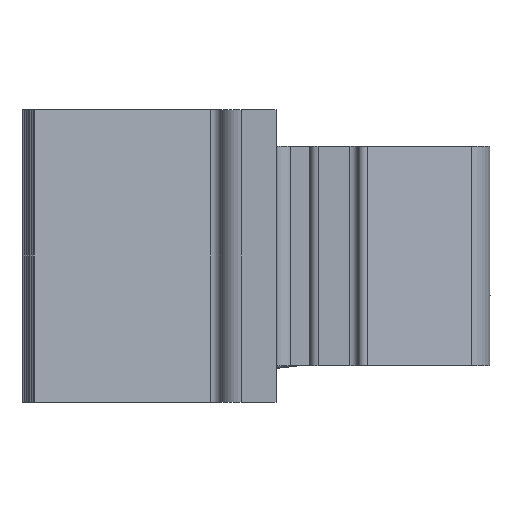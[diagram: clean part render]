
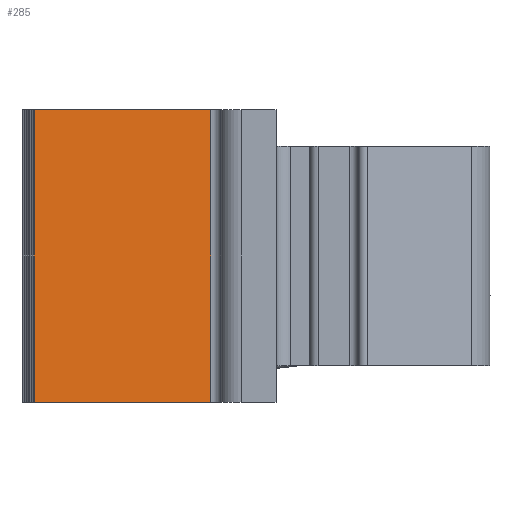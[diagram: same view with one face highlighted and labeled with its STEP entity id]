
A CAD part, left-side view. The second image highlights one B-rep face of the part: STEP entity #285.
In plain terms, the highlighted planar face has unit normal (-0.991, -0.133, 0).
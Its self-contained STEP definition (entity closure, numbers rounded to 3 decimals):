
#285 = ADVANCED_FACE ( 'NONE', ( #5774 ), #9970, .T. ) ;
#824 = DIRECTION ( 'NONE',  ( 0., 0., 1. ) ) ;
#1311 = ORIENTED_EDGE ( 'NONE', *, *, #16121, .T. ) ;
#2191 = DIRECTION ( 'NONE',  ( 0.133, -0.991, 0. ) ) ;
#3144 = DIRECTION ( 'NONE',  ( -0.991, -0.133, 0. ) ) ;
#3373 = EDGE_CURVE ( 'NONE', #13412, #21051, #12911, .T. ) ;
#4017 = CARTESIAN_POINT ( 'NONE',  ( -11.705, 11.768, -43. ) ) ;
#4448 = DIRECTION ( 'NONE',  ( 0.133, -0.991, 0. ) ) ;
#5774 = FACE_OUTER_BOUND ( 'NONE', #19279, .T. ) ;
#6463 = LINE ( 'NONE', #10945, #20967 ) ;
#6634 = ORIENTED_EDGE ( 'NONE', *, *, #3373, .T. ) ;
#6848 = LINE ( 'NONE', #10833, #9469 ) ;
#7546 = CARTESIAN_POINT ( 'NONE',  ( -11.705, 11.768, -53. ) ) ;
#9408 = ORIENTED_EDGE ( 'NONE', *, *, #13777, .F. ) ;
#9469 = VECTOR ( 'NONE', #824, 1000. ) ;
#9970 = PLANE ( 'NONE',  #19083 ) ;
#10833 = CARTESIAN_POINT ( 'NONE',  ( -11.705, 11.768, -53. ) ) ;
#10945 = CARTESIAN_POINT ( 'NONE',  ( -11.705, 11.768, -53. ) ) ;
#11642 = VECTOR ( 'NONE', #13835, 1000. ) ;
#12911 = LINE ( 'NONE', #20495, #11642 ) ;
#13412 = VERTEX_POINT ( 'NONE', #16650 ) ;
#13777 = EDGE_CURVE ( 'NONE', #17105, #15300, #6848, .T. ) ;
#13835 = DIRECTION ( 'NONE',  ( 0., 0., 1. ) ) ;
#14556 = CARTESIAN_POINT ( 'NONE',  ( -11.705, 11.768, -43. ) ) ;
#15300 = VERTEX_POINT ( 'NONE', #14556 ) ;
#16008 = VECTOR ( 'NONE', #2191, 1000. ) ;
#16121 = EDGE_CURVE ( 'NONE', #17105, #13412, #6463, .T. ) ;
#16650 = CARTESIAN_POINT ( 'NONE',  ( -10.894, 5.729, -53. ) ) ;
#17105 = VERTEX_POINT ( 'NONE', #7546 ) ;
#18925 = EDGE_CURVE ( 'NONE', #15300, #21051, #20151, .T. ) ;
#19083 = AXIS2_PLACEMENT_3D ( 'NONE', #21356, #3144, #21280 ) ;
#19279 = EDGE_LOOP ( 'NONE', ( #1311, #6634, #20545, #9408 ) ) ;
#20151 = LINE ( 'NONE', #4017, #16008 ) ;
#20495 = CARTESIAN_POINT ( 'NONE',  ( -10.894, 5.729, -43. ) ) ;
#20545 = ORIENTED_EDGE ( 'NONE', *, *, #18925, .F. ) ;
#20967 = VECTOR ( 'NONE', #4448, 1000. ) ;
#21051 = VERTEX_POINT ( 'NONE', #21076 ) ;
#21076 = CARTESIAN_POINT ( 'NONE',  ( -10.894, 5.729, -43. ) ) ;
#21280 = DIRECTION ( 'NONE',  ( 0.133, -0.991, 0. ) ) ;
#21356 = CARTESIAN_POINT ( 'NONE',  ( -11.705, 11.768, -53. ) ) ;
